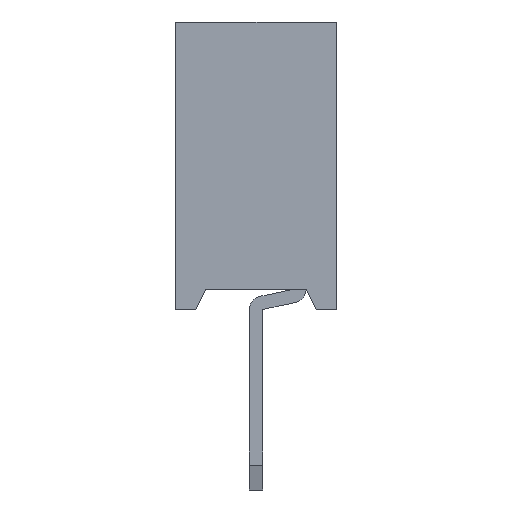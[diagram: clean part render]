
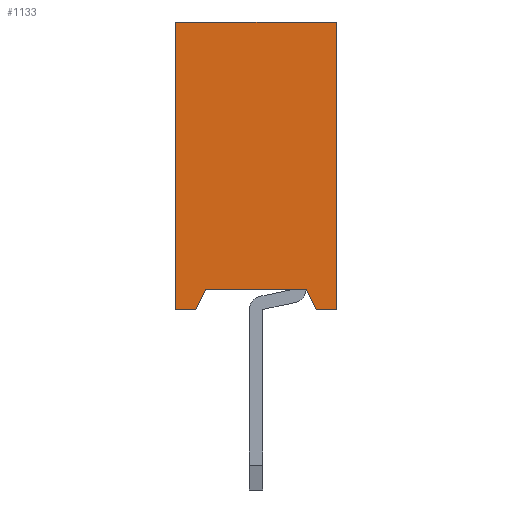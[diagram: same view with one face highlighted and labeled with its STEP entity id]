
A CAD part, left-side view. The second image highlights one B-rep face of the part: STEP entity #1133.
In plain terms, the highlighted planar face has unit normal (-1, 0, 0).
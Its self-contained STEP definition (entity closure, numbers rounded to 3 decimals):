
#1133=ADVANCED_FACE('',(#7726),#7728,.T.);
#7726=FACE_BOUND('',#7727,.T.);
#7727=EDGE_LOOP('',(#12671,#12672,#12673,#12674,#12675,#12676,#12677,#12678));
#7728=PLANE('',#7729);
#7729=AXIS2_PLACEMENT_3D('',#7730,#7731,#7732);
#7730=CARTESIAN_POINT('',(-1.,1.2,0.));
#7731=DIRECTION('',(-1.,0.,0.));
#7732=DIRECTION('',(0.,-1.,0.));
#12671=ORIENTED_EDGE('',*,*,#16426,.T.);
#12672=ORIENTED_EDGE('',*,*,#16231,.T.);
#12673=ORIENTED_EDGE('',*,*,#16427,.T.);
#12674=ORIENTED_EDGE('',*,*,#16428,.T.);
#12675=ORIENTED_EDGE('',*,*,#16429,.T.);
#12676=ORIENTED_EDGE('',*,*,#16430,.F.);
#12677=ORIENTED_EDGE('',*,*,#16431,.F.);
#12678=ORIENTED_EDGE('',*,*,#16403,.T.);
#16231=EDGE_CURVE('',#18249,#18247,#18250,.T.);
#16403=EDGE_CURVE('',#18581,#18579,#18582,.T.);
#16426=EDGE_CURVE('',#18579,#18249,#18611,.F.);
#16427=EDGE_CURVE('',#18247,#18612,#18613,.F.);
#16428=EDGE_CURVE('',#18612,#18614,#18615,.T.);
#16429=EDGE_CURVE('',#18614,#18616,#18617,.T.);
#16430=EDGE_CURVE('',#18618,#18616,#18619,.T.);
#16431=EDGE_CURVE('',#18581,#18618,#18620,.T.);
#18247=VERTEX_POINT('',#21614);
#18249=VERTEX_POINT('',#21618);
#18250=LINE('',#21619,#21620);
#18579=VERTEX_POINT('',#22290);
#18581=VERTEX_POINT('',#22294);
#18582=LINE('',#22295,#22296);
#18611=LINE('',#22370,#22371);
#18612=VERTEX_POINT('',#22373);
#18613=LINE('',#22374,#22375);
#18614=VERTEX_POINT('',#22377);
#18615=LINE('',#22378,#22379);
#18616=VERTEX_POINT('',#22381);
#18617=LINE('',#22382,#22383);
#18618=VERTEX_POINT('',#22385);
#18619=LINE('',#22386,#22387);
#18620=LINE('',#22389,#22390);
#21614=CARTESIAN_POINT('',(-1.,-0.75,0.3));
#21618=CARTESIAN_POINT('',(-1.,0.75,0.3));
#21619=CARTESIAN_POINT('',(-1.,0.75,0.3));
#21620=VECTOR('',#21621,1.);
#21621=DIRECTION('',(0.,-1.,0.));
#22290=CARTESIAN_POINT('',(-1.,0.9,0.));
#22294=CARTESIAN_POINT('',(-1.,1.2,0.));
#22295=CARTESIAN_POINT('',(-1.,1.2,0.));
#22296=VECTOR('',#22297,1.);
#22297=DIRECTION('',(0.,-1.,0.));
#22370=CARTESIAN_POINT('',(-1.,0.75,0.3));
#22371=VECTOR('',#22372,1.);
#22372=DIRECTION('',(0.,0.447,-0.894));
#22373=CARTESIAN_POINT('',(-1.,-0.9,0.));
#22374=CARTESIAN_POINT('',(-1.,-0.9,0.));
#22375=VECTOR('',#22376,1.);
#22376=DIRECTION('',(0.,0.447,0.894));
#22377=CARTESIAN_POINT('',(-1.,-1.2,0.));
#22378=CARTESIAN_POINT('',(-1.,-0.9,0.));
#22379=VECTOR('',#22380,1.);
#22380=DIRECTION('',(0.,-1.,0.));
#22381=CARTESIAN_POINT('',(-1.,-1.2,4.3));
#22382=CARTESIAN_POINT('',(-1.,-1.2,0.));
#22383=VECTOR('',#22384,1.);
#22384=DIRECTION('',(0.,0.,1.));
#22385=CARTESIAN_POINT('',(-1.,1.2,4.3));
#22386=CARTESIAN_POINT('',(-1.,1.2,4.3));
#22387=VECTOR('',#22388,1.);
#22388=DIRECTION('',(0.,-1.,0.));
#22389=CARTESIAN_POINT('',(-1.,1.2,0.));
#22390=VECTOR('',#22391,1.);
#22391=DIRECTION('',(0.,0.,1.));
